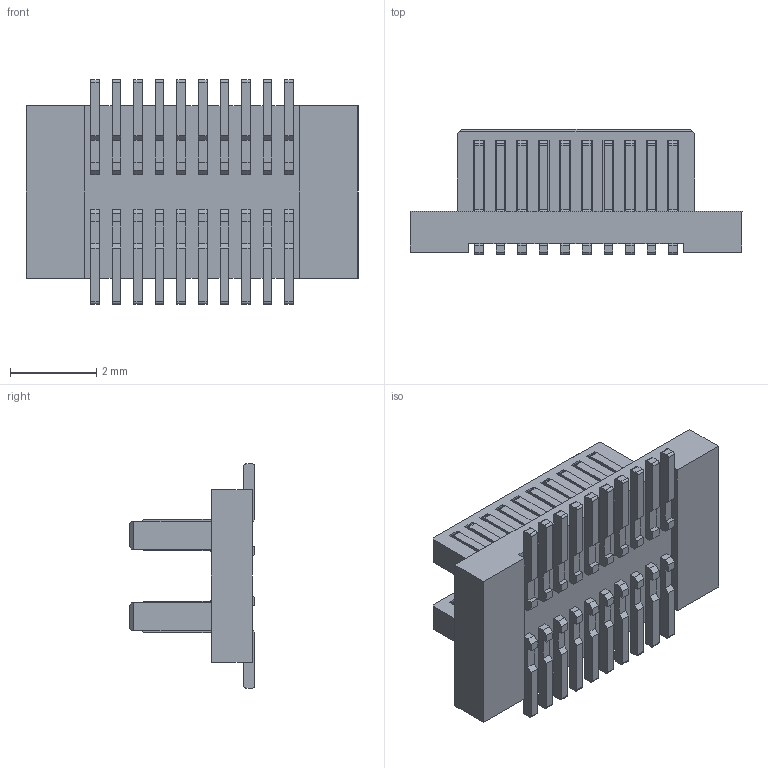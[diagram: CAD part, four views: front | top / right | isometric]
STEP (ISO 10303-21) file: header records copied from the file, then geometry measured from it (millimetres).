
FILE_DESCRIPTION (( 'STEP AP214' ), '1' );
FILE_NAME ('FBB05003-M20S1003K6MH10_REF.STEP', '2024-07-31T07:45:40', ( '' ), ( '' ), 'SwSTEP 2.0', 'SolidWorks 2021', '' );
FILE_SCHEMA (( 'AUTOMOTIVE_DESIGN' ));
Length unit declared in the file: millimetre
Products named in the file (1): FBB05003-M20S1003K6MH10_REF
Bounding box: 7.7 x 2.9 x 5.2 mm (x, y, z)
Volume: 40.8 mm3; surface area: 202.8 mm2
Topology: 1 solids, 1 shells, 928 faces, 2652 edges, 1728 vertices
Faces by surface type: plane 728, cylinder 200
Entity records: 29890 total; most frequent: CARTESIAN_POINT 5309, ORIENTED_EDGE 5304, DIRECTION 4910, EDGE_CURVE 2652, LINE 2252, VECTOR 2252, VERTEX_POINT 1728, AXIS2_PLACEMENT_3D 1329
